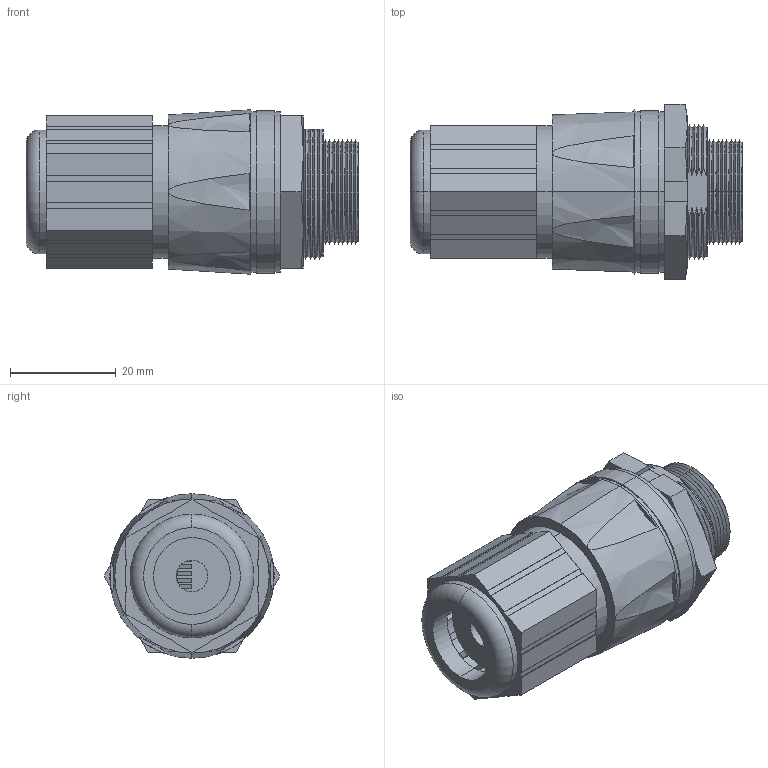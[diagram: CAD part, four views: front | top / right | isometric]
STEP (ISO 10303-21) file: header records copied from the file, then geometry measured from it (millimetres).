
FILE_DESCRIPTION (( 'STEP AP203' ), '1' );
FILE_NAME ('CG-RJ.STEP', '2010-06-01T15:29:29', ( 'x' ), ( 'Microsoft' ), 'SwSTEP 2.0', 'SolidWorks 2010', '' );
FILE_SCHEMA (( 'CONFIG_CONTROL_DESIGN' ));
Length unit declared in the file: inch
Products named in the file (8): CG-RJ-MA5; CG-RJ-MA1; CG-RJ; CG-RJ-MA6; CG-RJ-MA3; CG-RJ-MA7; CG-RJ-MA4; CG-RJ-MA2
Assembly tree (8 placements, depth 2):
  CG-RJ
    CG-RJ-MA1
    CG-RJ-MA6
    CG-RJ-MA3  x2
    CG-RJ-MA2
    CG-RJ-MA4
    CG-RJ-MA7
    CG-RJ-MA5
Bounding box: 62.69 x 33.14 x 31.04 mm (x, y, z)
Volume: 24608.1 mm3; surface area: 24748.9 mm2
Topology: 8 solids, 9 shells, 677 faces, 1667 edges, 1036 vertices
Faces by surface type: plane 286, cone 257, cylinder 113, torus 15, bspline 6
Entity records: 21125 total; most frequent: CARTESIAN_POINT 4309, DIRECTION 3339, ORIENTED_EDGE 3310, EDGE_CURVE 1655, AXIS2_PLACEMENT_3D 1162, VERTEX_POINT 1028, VECTOR 1015, LINE 1015
